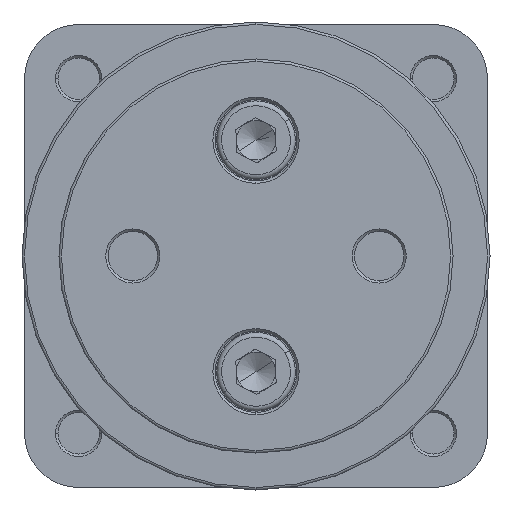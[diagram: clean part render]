
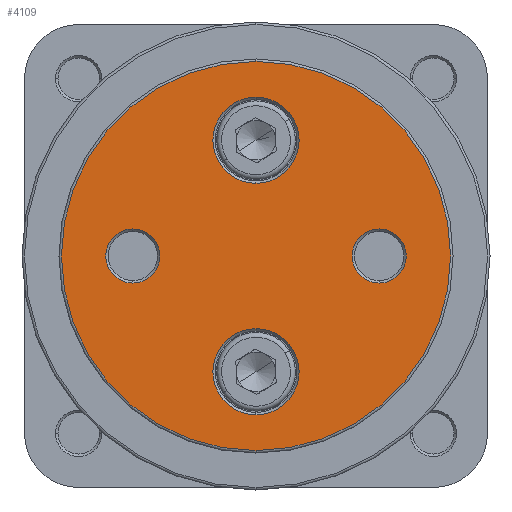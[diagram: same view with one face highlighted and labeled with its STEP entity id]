
A CAD part, left-side view. The second image highlights one B-rep face of the part: STEP entity #4109.
In plain terms, the highlighted planar face has unit normal (-1, 0, 0).
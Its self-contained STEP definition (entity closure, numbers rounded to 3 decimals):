
#73 = PLANE ( 'NONE',  #4539 ) ;
#81 = CARTESIAN_POINT ( 'NONE',  ( 0., 0., 0. ) ) ;
#90 = DIRECTION ( 'NONE',  ( 1., 0., 0. ) ) ;
#91 = DIRECTION ( 'NONE',  ( 0., 0., -1. ) ) ;
#1004 = CARTESIAN_POINT ( 'NONE',  ( 0., 0., 14.75 ) ) ;
#1005 = CARTESIAN_POINT ( 'NONE',  ( 0., 0., -14.75 ) ) ;
#1008 = CARTESIAN_POINT ( 'NONE',  ( 0., 0., 32.25 ) ) ;
#1033 = CARTESIAN_POINT ( 'NONE',  ( 0., 0., -32.25 ) ) ;
#1127 = CARTESIAN_POINT ( 'NONE',  ( 0., 0., -39.5 ) ) ;
#1129 = CARTESIAN_POINT ( 'NONE',  ( 0., 0., 39.5 ) ) ;
#1180 = CARTESIAN_POINT ( 'NONE',  ( 0., -25., 5.5 ) ) ;
#1181 = CARTESIAN_POINT ( 'NONE',  ( 0., -25., -5.5 ) ) ;
#1184 = CARTESIAN_POINT ( 'NONE',  ( 0., 25., 5.5 ) ) ;
#1185 = CARTESIAN_POINT ( 'NONE',  ( 0., 25., -5.5 ) ) ;
#2196 = ORIENTED_EDGE ( 'NONE', *, *, #3774, .T. ) ;
#2203 = ORIENTED_EDGE ( 'NONE', *, *, #3873, .T. ) ;
#2205 = ORIENTED_EDGE ( 'NONE', *, *, #3958, .T. ) ;
#2212 = ORIENTED_EDGE ( 'NONE', *, *, #3938, .T. ) ;
#2216 = ORIENTED_EDGE ( 'NONE', *, *, #3770, .T. ) ;
#2218 = ORIENTED_EDGE ( 'NONE', *, *, #3877, .T. ) ;
#2239 = ORIENTED_EDGE ( 'NONE', *, *, #3798, .T. ) ;
#2253 = ORIENTED_EDGE ( 'NONE', *, *, #3836, .T. ) ;
#2281 = ORIENTED_EDGE ( 'NONE', *, *, #3796, .T. ) ;
#2283 = ORIENTED_EDGE ( 'NONE', *, *, #3849, .T. ) ;
#2551 = EDGE_LOOP ( 'NONE', ( #2216, #2283 ) ) ;
#2552 = EDGE_LOOP ( 'NONE', ( #2218, #2281 ) ) ;
#2553 = EDGE_LOOP ( 'NONE', ( #2239, #2196 ) ) ;
#2555 = EDGE_LOOP ( 'NONE', ( #2253, #2203 ) ) ;
#2564 = EDGE_LOOP ( 'NONE', ( #2205, #2212 ) ) ;
#3224 = CIRCLE ( 'NONE', #4177, 5.5 ) ;
#3229 = CIRCLE ( 'NONE', #4183, 8.75 ) ;
#3261 = CIRCLE ( 'NONE', #4209, 5.5 ) ;
#3264 = CIRCLE ( 'NONE', #4207, 8.75 ) ;
#3318 = CIRCLE ( 'NONE', #4254, 39.5 ) ;
#3335 = CIRCLE ( 'NONE', #4273, 5.5 ) ;
#3368 = CIRCLE ( 'NONE', #4303, 39.5 ) ;
#3373 = CIRCLE ( 'NONE', #4299, 5.5 ) ;
#3470 = CIRCLE ( 'NONE', #4363, 8.75 ) ;
#3770 = EDGE_CURVE ( 'NONE', #8126, #8127, #3224, .T. ) ;
#3774 = EDGE_CURVE ( 'NONE', #7975, #7947, #3229, .T. ) ;
#3796 = EDGE_CURVE ( 'NONE', #8123, #8122, #3261, .T. ) ;
#3798 = EDGE_CURVE ( 'NONE', #7947, #7975, #3264, .T. ) ;
#3836 = EDGE_CURVE ( 'NONE', #8069, #8071, #3318, .T. ) ;
#3849 = EDGE_CURVE ( 'NONE', #8127, #8126, #3335, .T. ) ;
#3873 = EDGE_CURVE ( 'NONE', #8071, #8069, #3368, .T. ) ;
#3877 = EDGE_CURVE ( 'NONE', #8122, #8123, #3373, .T. ) ;
#3938 = EDGE_CURVE ( 'NONE', #7946, #7950, #3470, .T. ) ;
#3958 = EDGE_CURVE ( 'NONE', #7950, #7946, #6850, .T. ) ;
#4109 = ADVANCED_FACE ( 'NONE', ( #6993, #6991, #6996, #6998, #6994 ), #73, .F. ) ;
#4177 = AXIS2_PLACEMENT_3D ( 'NONE', #6132, #6133, #6134 ) ;
#4183 = AXIS2_PLACEMENT_3D ( 'NONE', #6142, #6143, #6144 ) ;
#4207 = AXIS2_PLACEMENT_3D ( 'NONE', #6202, #6204, #6205 ) ;
#4209 = AXIS2_PLACEMENT_3D ( 'NONE', #6195, #6197, #6198 ) ;
#4254 = AXIS2_PLACEMENT_3D ( 'NONE', #6295, #6302, #6303 ) ;
#4273 = AXIS2_PLACEMENT_3D ( 'NONE', #6324, #6339, #6340 ) ;
#4299 = AXIS2_PLACEMENT_3D ( 'NONE', #6410, #6411, #6412 ) ;
#4303 = AXIS2_PLACEMENT_3D ( 'NONE', #6384, #6402, #6403 ) ;
#4363 = AXIS2_PLACEMENT_3D ( 'NONE', #6567, #6568, #6569 ) ;
#4386 = AXIS2_PLACEMENT_3D ( 'NONE', #6618, #6620, #6621 ) ;
#4539 = AXIS2_PLACEMENT_3D ( 'NONE', #81, #90, #91 ) ;
#6132 = CARTESIAN_POINT ( 'NONE',  ( 0., 25., 0. ) ) ;
#6133 = DIRECTION ( 'NONE',  ( 1., 0., 0. ) ) ;
#6134 = DIRECTION ( 'NONE',  ( 0., 0., -1. ) ) ;
#6142 = CARTESIAN_POINT ( 'NONE',  ( 0., 0., -23.5 ) ) ;
#6143 = DIRECTION ( 'NONE',  ( 1., 0., 0. ) ) ;
#6144 = DIRECTION ( 'NONE',  ( 0., 0., -1. ) ) ;
#6195 = CARTESIAN_POINT ( 'NONE',  ( 0., -25., 0. ) ) ;
#6197 = DIRECTION ( 'NONE',  ( 1., 0., 0. ) ) ;
#6198 = DIRECTION ( 'NONE',  ( 0., 0., -1. ) ) ;
#6202 = CARTESIAN_POINT ( 'NONE',  ( 0., 0., -23.5 ) ) ;
#6204 = DIRECTION ( 'NONE',  ( 1., 0., 0. ) ) ;
#6205 = DIRECTION ( 'NONE',  ( 0., 0., -1. ) ) ;
#6295 = CARTESIAN_POINT ( 'NONE',  ( 0., 0., 0. ) ) ;
#6302 = DIRECTION ( 'NONE',  ( -1., 0., 0. ) ) ;
#6303 = DIRECTION ( 'NONE',  ( 0., 0., -1. ) ) ;
#6324 = CARTESIAN_POINT ( 'NONE',  ( 0., 25., 0. ) ) ;
#6339 = DIRECTION ( 'NONE',  ( 1., 0., 0. ) ) ;
#6340 = DIRECTION ( 'NONE',  ( 0., 0., -1. ) ) ;
#6384 = CARTESIAN_POINT ( 'NONE',  ( 0., 0., 0. ) ) ;
#6402 = DIRECTION ( 'NONE',  ( -1., 0., 0. ) ) ;
#6403 = DIRECTION ( 'NONE',  ( 0., 0., -1. ) ) ;
#6410 = CARTESIAN_POINT ( 'NONE',  ( 0., -25., 0. ) ) ;
#6411 = DIRECTION ( 'NONE',  ( 1., 0., 0. ) ) ;
#6412 = DIRECTION ( 'NONE',  ( 0., 0., -1. ) ) ;
#6567 = CARTESIAN_POINT ( 'NONE',  ( 0., 0., 23.5 ) ) ;
#6568 = DIRECTION ( 'NONE',  ( 1., 0., 0. ) ) ;
#6569 = DIRECTION ( 'NONE',  ( 0., 0., -1. ) ) ;
#6618 = CARTESIAN_POINT ( 'NONE',  ( 0., 0., 23.5 ) ) ;
#6620 = DIRECTION ( 'NONE',  ( 1., 0., 0. ) ) ;
#6621 = DIRECTION ( 'NONE',  ( 0., 0., -1. ) ) ;
#6850 = CIRCLE ( 'NONE', #4386, 8.75 ) ;
#6991 = FACE_BOUND ( 'NONE', #2553, .T. ) ;
#6993 = FACE_OUTER_BOUND ( 'NONE', #2555, .T. ) ;
#6994 = FACE_BOUND ( 'NONE', #2551, .T. ) ;
#6996 = FACE_BOUND ( 'NONE', #2564, .T. ) ;
#6998 = FACE_BOUND ( 'NONE', #2552, .T. ) ;
#7946 = VERTEX_POINT ( 'NONE', #1004 ) ;
#7947 = VERTEX_POINT ( 'NONE', #1005 ) ;
#7950 = VERTEX_POINT ( 'NONE', #1008 ) ;
#7975 = VERTEX_POINT ( 'NONE', #1033 ) ;
#8069 = VERTEX_POINT ( 'NONE', #1127 ) ;
#8071 = VERTEX_POINT ( 'NONE', #1129 ) ;
#8122 = VERTEX_POINT ( 'NONE', #1180 ) ;
#8123 = VERTEX_POINT ( 'NONE', #1181 ) ;
#8126 = VERTEX_POINT ( 'NONE', #1184 ) ;
#8127 = VERTEX_POINT ( 'NONE', #1185 ) ;
